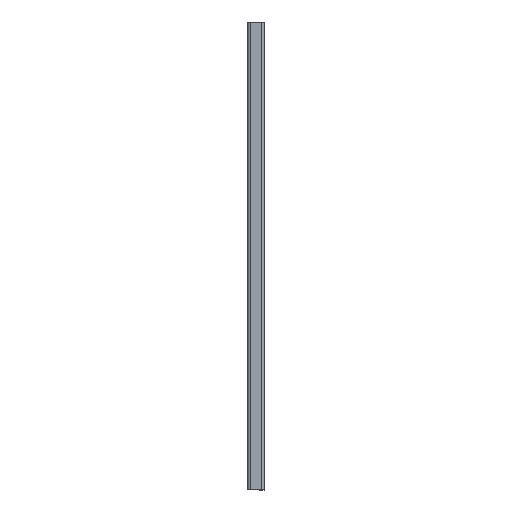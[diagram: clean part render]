
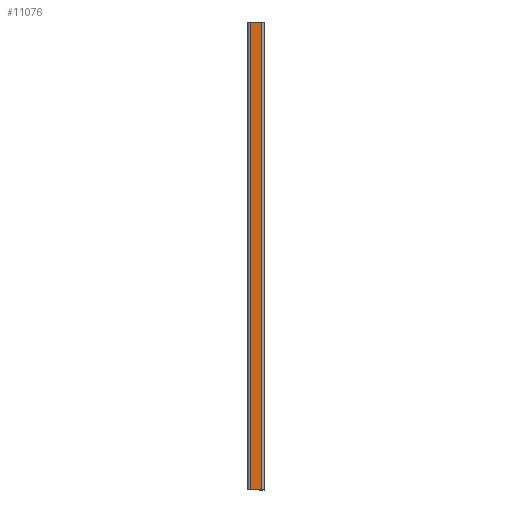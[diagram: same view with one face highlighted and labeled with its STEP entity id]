
A CAD part, left-side view. The second image highlights one B-rep face of the part: STEP entity #11076.
In plain terms, the highlighted planar face has unit normal (-1, 0, 0).
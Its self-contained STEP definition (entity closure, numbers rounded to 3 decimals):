
#459 = VERTEX_POINT ( 'NONE', #796 ) ;
#796 = CARTESIAN_POINT ( 'NONE',  ( -20.5, 18., 0. ) ) ;
#1965 = FACE_OUTER_BOUND ( 'NONE', #20045, .T. ) ;
#2243 = CARTESIAN_POINT ( 'NONE',  ( -20.5, 3., -600. ) ) ;
#2355 = CARTESIAN_POINT ( 'NONE',  ( -20.5, 3., 0. ) ) ;
#3259 = CARTESIAN_POINT ( 'NONE',  ( -20.5, 18., -300. ) ) ;
#3619 = VECTOR ( 'NONE', #24910, 1000. ) ;
#3873 = EDGE_CURVE ( 'NONE', #16343, #18134, #28694, .T. ) ;
#4087 = DIRECTION ( 'NONE',  ( 0., 0., 1. ) ) ;
#4660 = ORIENTED_EDGE ( 'NONE', *, *, #33682, .F. ) ;
#7356 = DIRECTION ( 'NONE',  ( 1., 0., 0. ) ) ;
#8133 = CARTESIAN_POINT ( 'NONE',  ( -20.5, 18., -600. ) ) ;
#8623 = VECTOR ( 'NONE', #11104, 1000. ) ;
#11076 = ADVANCED_FACE ( 'NONE', ( #1965 ), #28292, .F. ) ;
#11104 = DIRECTION ( 'NONE',  ( 0., 0., 1. ) ) ;
#11856 = CARTESIAN_POINT ( 'NONE',  ( -20.5, 0., -600. ) ) ;
#12294 = LINE ( 'NONE', #11856, #3619 ) ;
#12334 = ORIENTED_EDGE ( 'NONE', *, *, #19741, .T. ) ;
#12478 = ORIENTED_EDGE ( 'NONE', *, *, #3873, .T. ) ;
#14223 = ORIENTED_EDGE ( 'NONE', *, *, #18394, .F. ) ;
#14605 = DIRECTION ( 'NONE',  ( 0., 1., 0. ) ) ;
#15171 = CARTESIAN_POINT ( 'NONE',  ( -20.5, 0., -300. ) ) ;
#15857 = VECTOR ( 'NONE', #14605, 1000. ) ;
#16343 = VERTEX_POINT ( 'NONE', #2243 ) ;
#18134 = VERTEX_POINT ( 'NONE', #2355 ) ;
#18329 = LINE ( 'NONE', #22066, #15857 ) ;
#18394 = EDGE_CURVE ( 'NONE', #22863, #459, #19272, .T. ) ;
#19272 = LINE ( 'NONE', #3259, #8623 ) ;
#19741 = EDGE_CURVE ( 'NONE', #18134, #459, #18329, .T. ) ;
#20045 = EDGE_LOOP ( 'NONE', ( #12334, #14223, #4660, #12478 ) ) ;
#22066 = CARTESIAN_POINT ( 'NONE',  ( -20.5, 0., 0. ) ) ;
#22863 = VERTEX_POINT ( 'NONE', #8133 ) ;
#24910 = DIRECTION ( 'NONE',  ( 0., 1., 0. ) ) ;
#25633 = DIRECTION ( 'NONE',  ( 0., 0., -1. ) ) ;
#28279 = VECTOR ( 'NONE', #4087, 1000. ) ;
#28292 = PLANE ( 'NONE',  #33516 ) ;
#28694 = LINE ( 'NONE', #30311, #28279 ) ;
#30311 = CARTESIAN_POINT ( 'NONE',  ( -20.5, 3., -300. ) ) ;
#33516 = AXIS2_PLACEMENT_3D ( 'NONE', #15171, #7356, #25633 ) ;
#33682 = EDGE_CURVE ( 'NONE', #16343, #22863, #12294, .T. ) ;
